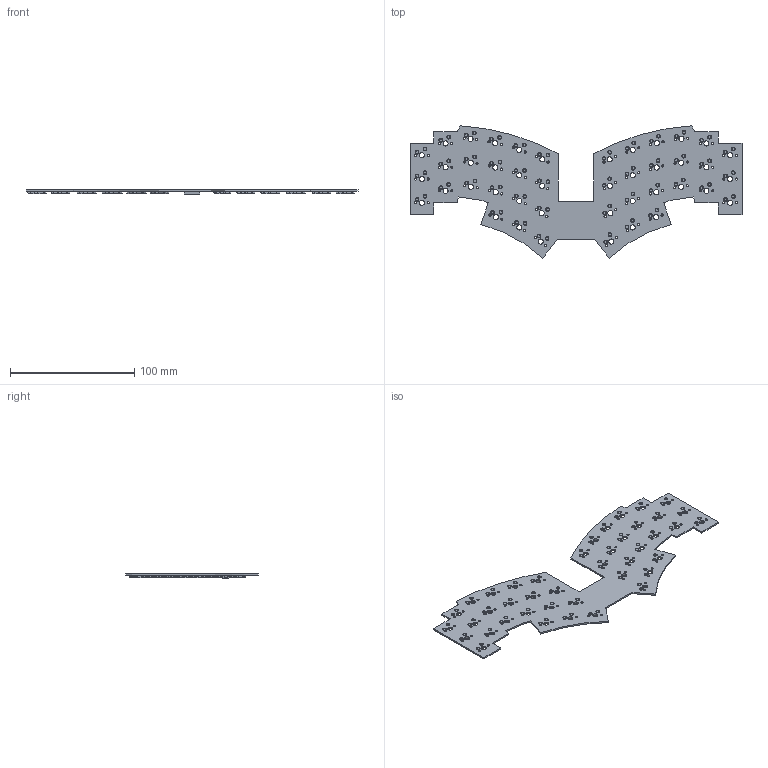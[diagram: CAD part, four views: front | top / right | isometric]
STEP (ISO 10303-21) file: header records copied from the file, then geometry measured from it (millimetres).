
FILE_DESCRIPTION(('KiCad electronic assembly'),'2;1');
FILE_NAME('harmony-42-pcb.step','2024-07-21T14:39:12',('Pcbnew'),( 'Kicad'),'Open CASCADE STEP processor 7.7','KiCad to STEP converter' ,'Unknown');
FILE_SCHEMA(('AUTOMOTIVE_DESIGN { 1 0 10303 214 1 1 1 1 }'));
Length unit declared in the file: millimetre
Products named in the file (8): harmony-42-pcb 1; Hot_Swap_Socket_CPG151101S11; D_SOD-323; D_SOD_323; JUSHUO_AFC01-S16FCC-00-Body; Body; harmony-42-pcb_PCB
Assembly tree (89 placements, depth 3):
  harmony-42-pcb 1
    Hot_Swap_Socket_CPG151101S11  x42
      Hot_Swap_Socket_CPG151101S11
    D_SOD-323  x42
      D_SOD_323
    JUSHUO_AFC01-S16FCC-00-Body
      Body
    harmony-42-pcb_PCB
Bounding box: 266.7 x 106.33 x 3.25 mm (x, y, z)
Volume: 24112.4 mm3; surface area: 44926.3 mm2
Topology: 170 solids, 170 shells, 6856 faces, 15852 edges, 9462 vertices
Faces by surface type: plane 4000, cylinder 1512, bspline 1092, torus 168, cone 84
Full cylindrical faces by diameter (mm): 1.75 x84, 2.9 x84, 3 x84, 4.1 x42
Entity records: 15375 total; most frequent: DIRECTION 2554, CARTESIAN_POINT 2481, ORIENTED_EDGE 2266, EDGE_CURVE 1133, AXIS2_PLACEMENT_3D 970, FACE_BOUND 842, EDGE_LOOP 842, VERTEX_POINT 729
